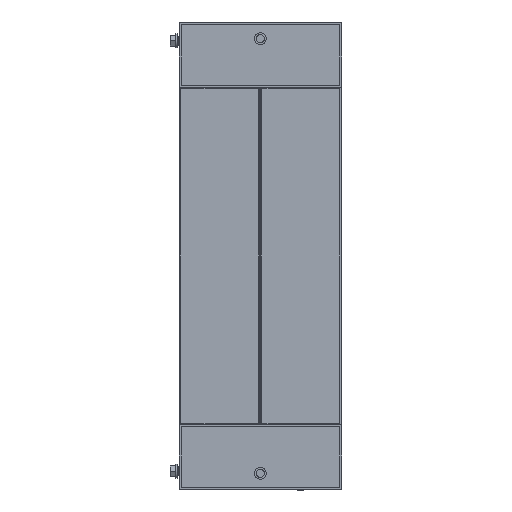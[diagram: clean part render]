
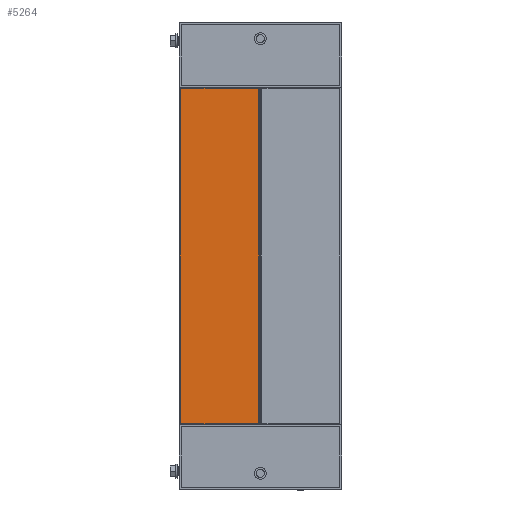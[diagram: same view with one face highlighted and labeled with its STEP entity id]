
A CAD part, left-side view. The second image highlights one B-rep face of the part: STEP entity #5264.
In plain terms, the highlighted planar face has unit normal (-1, 0, 0).
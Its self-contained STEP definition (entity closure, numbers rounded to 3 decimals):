
#397 = CARTESIAN_POINT ( 'NONE',  ( 0., -99.5, 495. ) ) ;
#716 = CARTESIAN_POINT ( 'NONE',  ( 0., -99.5, 80. ) ) ;
#1269 = CARTESIAN_POINT ( 'NONE',  ( 0., -99.5, 495. ) ) ;
#1574 = ORIENTED_EDGE ( 'NONE', *, *, #5836, .T. ) ;
#2414 = CARTESIAN_POINT ( 'NONE',  ( 0., -0.5, 495. ) ) ;
#3434 = VECTOR ( 'NONE', #4186, 1000. ) ;
#3936 = DIRECTION ( 'NONE',  ( 0., -1., 0. ) ) ;
#3957 = CARTESIAN_POINT ( 'NONE',  ( 0., 0., 0. ) ) ;
#4186 = DIRECTION ( 'NONE',  ( 0., 0., 1. ) ) ;
#4722 = VECTOR ( 'NONE', #7601, 1000. ) ;
#4910 = VERTEX_POINT ( 'NONE', #16880 ) ;
#5111 = LINE ( 'NONE', #11036, #7937 ) ;
#5264 = ADVANCED_FACE ( 'NONE', ( #17018 ), #16836, .T. ) ;
#5578 = ORIENTED_EDGE ( 'NONE', *, *, #17910, .T. ) ;
#5836 = EDGE_CURVE ( 'NONE', #4910, #18722, #7048, .T. ) ;
#7048 = LINE ( 'NONE', #15574, #15465 ) ;
#7124 = CARTESIAN_POINT ( 'NONE',  ( 0., -99.5, 495. ) ) ;
#7601 = DIRECTION ( 'NONE',  ( 0., 1., 0. ) ) ;
#7937 = VECTOR ( 'NONE', #16484, 1000. ) ;
#8366 = LINE ( 'NONE', #7124, #3434 ) ;
#10753 = ORIENTED_EDGE ( 'NONE', *, *, #13545, .T. ) ;
#11015 = DIRECTION ( 'NONE',  ( -1., 0., 0. ) ) ;
#11036 = CARTESIAN_POINT ( 'NONE',  ( 0., -0.5, 495. ) ) ;
#12746 = EDGE_CURVE ( 'NONE', #16732, #4910, #5111, .T. ) ;
#13290 = AXIS2_PLACEMENT_3D ( 'NONE', #3957, #11015, #15417 ) ;
#13545 = EDGE_CURVE ( 'NONE', #18722, #17334, #8366, .T. ) ;
#15417 = DIRECTION ( 'NONE',  ( 0., 0., 1. ) ) ;
#15465 = VECTOR ( 'NONE', #3936, 1000. ) ;
#15574 = CARTESIAN_POINT ( 'NONE',  ( 0., -99.5, 80. ) ) ;
#16484 = DIRECTION ( 'NONE',  ( 0., 0., -1. ) ) ;
#16732 = VERTEX_POINT ( 'NONE', #2414 ) ;
#16836 = PLANE ( 'NONE',  #13290 ) ;
#16853 = EDGE_LOOP ( 'NONE', ( #5578, #18640, #1574, #10753 ) ) ;
#16880 = CARTESIAN_POINT ( 'NONE',  ( 0., -0.5, 80. ) ) ;
#17018 = FACE_OUTER_BOUND ( 'NONE', #16853, .T. ) ;
#17334 = VERTEX_POINT ( 'NONE', #1269 ) ;
#17831 = LINE ( 'NONE', #397, #4722 ) ;
#17910 = EDGE_CURVE ( 'NONE', #17334, #16732, #17831, .T. ) ;
#18640 = ORIENTED_EDGE ( 'NONE', *, *, #12746, .T. ) ;
#18722 = VERTEX_POINT ( 'NONE', #716 ) ;
